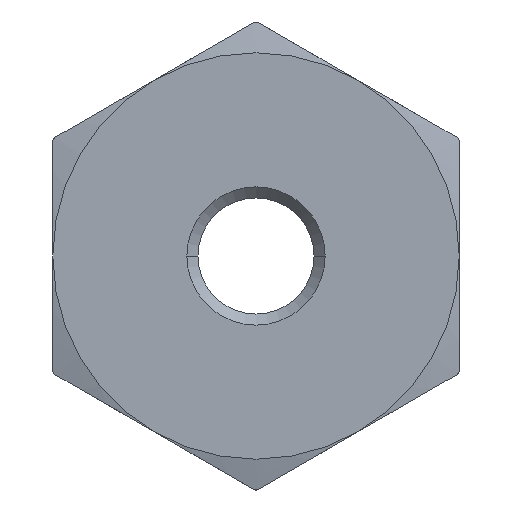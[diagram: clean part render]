
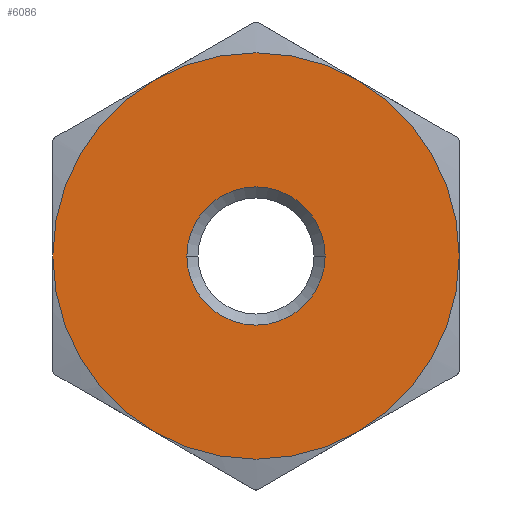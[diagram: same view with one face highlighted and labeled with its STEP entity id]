
A CAD part, front view. The second image highlights one B-rep face of the part: STEP entity #6086.
In plain terms, the highlighted planar face has unit normal (0, -1, 0).
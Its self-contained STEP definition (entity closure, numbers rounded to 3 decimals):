
#55 = EDGE_LOOP ( 'NONE', ( #7549, #15082 ) ) ;
#321 = PLANE ( 'NONE',  #9229 ) ;
#476 = FACE_OUTER_BOUND ( 'NONE', #1696, .T. ) ;
#479 = CARTESIAN_POINT ( 'NONE',  ( 15., 0., 0. ) ) ;
#532 = VERTEX_POINT ( 'NONE', #14946 ) ;
#673 = CARTESIAN_POINT ( 'NONE',  ( 0., 0., 0. ) ) ;
#816 = ORIENTED_EDGE ( 'NONE', *, *, #1330, .T. ) ;
#1210 = ORIENTED_EDGE ( 'NONE', *, *, #9546, .T. ) ;
#1330 = EDGE_CURVE ( 'NONE', #3232, #532, #2120, .T. ) ;
#1562 = DIRECTION ( 'NONE',  ( 0., 0., -1. ) ) ;
#1669 = CARTESIAN_POINT ( 'NONE',  ( -7.5, 0., -12.99 ) ) ;
#1696 = EDGE_LOOP ( 'NONE', ( #10781, #816, #14956, #7761, #1210, #10892 ) ) ;
#2120 = CIRCLE ( 'NONE', #10259, 15. ) ;
#2257 = AXIS2_PLACEMENT_3D ( 'NONE', #673, #11523, #7728 ) ;
#2489 = AXIS2_PLACEMENT_3D ( 'NONE', #5471, #10120, #2877 ) ;
#2704 = CIRCLE ( 'NONE', #14090, 5.101 ) ;
#2793 = CARTESIAN_POINT ( 'NONE',  ( 0., 0., 0. ) ) ;
#2877 = DIRECTION ( 'NONE',  ( 1., 0., 0. ) ) ;
#2932 = DIRECTION ( 'NONE',  ( 0., -1., 0. ) ) ;
#2983 = DIRECTION ( 'NONE',  ( 1., 0., 0. ) ) ;
#3176 = EDGE_CURVE ( 'NONE', #8122, #10034, #11654, .T. ) ;
#3232 = VERTEX_POINT ( 'NONE', #1669 ) ;
#3346 = VERTEX_POINT ( 'NONE', #4730 ) ;
#3794 = DIRECTION ( 'NONE',  ( 0., -1., 0. ) ) ;
#4322 = EDGE_CURVE ( 'NONE', #7320, #6996, #2704, .T. ) ;
#4430 = VERTEX_POINT ( 'NONE', #8326 ) ;
#4730 = CARTESIAN_POINT ( 'NONE',  ( -15., 0., 0. ) ) ;
#5336 = DIRECTION ( 'NONE',  ( 0., -1., 0. ) ) ;
#5384 = DIRECTION ( 'NONE',  ( 1., 0., 0. ) ) ;
#5413 = FACE_BOUND ( 'NONE', #55, .T. ) ;
#5471 = CARTESIAN_POINT ( 'NONE',  ( 0., 0., 0. ) ) ;
#5793 = CIRCLE ( 'NONE', #2257, 5.101 ) ;
#6086 = ADVANCED_FACE ( 'NONE', ( #476, #5413 ), #321, .T. ) ;
#6504 = DIRECTION ( 'NONE',  ( 0., -1., 0. ) ) ;
#6996 = VERTEX_POINT ( 'NONE', #11928 ) ;
#7197 = EDGE_CURVE ( 'NONE', #3346, #3232, #7216, .T. ) ;
#7200 = EDGE_CURVE ( 'NONE', #532, #8122, #15007, .T. ) ;
#7216 = CIRCLE ( 'NONE', #2489, 15. ) ;
#7320 = VERTEX_POINT ( 'NONE', #15410 ) ;
#7549 = ORIENTED_EDGE ( 'NONE', *, *, #4322, .F. ) ;
#7640 = CARTESIAN_POINT ( 'NONE',  ( 0., 0., 0. ) ) ;
#7673 = AXIS2_PLACEMENT_3D ( 'NONE', #12695, #5336, #11349 ) ;
#7728 = DIRECTION ( 'NONE',  ( 1., 0., 0. ) ) ;
#7761 = ORIENTED_EDGE ( 'NONE', *, *, #3176, .T. ) ;
#7858 = DIRECTION ( 'NONE',  ( 1., 0., 0. ) ) ;
#8122 = VERTEX_POINT ( 'NONE', #479 ) ;
#8161 = AXIS2_PLACEMENT_3D ( 'NONE', #7640, #8866, #11422 ) ;
#8326 = CARTESIAN_POINT ( 'NONE',  ( -7.5, 0., 12.99 ) ) ;
#8820 = DIRECTION ( 'NONE',  ( 0., -1., 0. ) ) ;
#8866 = DIRECTION ( 'NONE',  ( 0., -1., 0. ) ) ;
#9229 = AXIS2_PLACEMENT_3D ( 'NONE', #14842, #8820, #1562 ) ;
#9546 = EDGE_CURVE ( 'NONE', #10034, #4430, #13378, .T. ) ;
#10034 = VERTEX_POINT ( 'NONE', #14482 ) ;
#10071 = DIRECTION ( 'NONE',  ( 0., -1., 0. ) ) ;
#10120 = DIRECTION ( 'NONE',  ( 0., -1., 0. ) ) ;
#10259 = AXIS2_PLACEMENT_3D ( 'NONE', #2793, #3794, #14800 ) ;
#10272 = CARTESIAN_POINT ( 'NONE',  ( 0., 0., 0. ) ) ;
#10781 = ORIENTED_EDGE ( 'NONE', *, *, #7197, .T. ) ;
#10892 = ORIENTED_EDGE ( 'NONE', *, *, #13479, .T. ) ;
#11349 = DIRECTION ( 'NONE',  ( 1., 0., 0. ) ) ;
#11422 = DIRECTION ( 'NONE',  ( 1., 0., 0. ) ) ;
#11523 = DIRECTION ( 'NONE',  ( 0., -1., 0. ) ) ;
#11654 = CIRCLE ( 'NONE', #8161, 15. ) ;
#11928 = CARTESIAN_POINT ( 'NONE',  ( -5.101, 0., 0. ) ) ;
#12561 = AXIS2_PLACEMENT_3D ( 'NONE', #10272, #2932, #2983 ) ;
#12657 = CIRCLE ( 'NONE', #15496, 15. ) ;
#12695 = CARTESIAN_POINT ( 'NONE',  ( 0., 0., 0. ) ) ;
#13378 = CIRCLE ( 'NONE', #7673, 15. ) ;
#13479 = EDGE_CURVE ( 'NONE', #4430, #3346, #12657, .T. ) ;
#13787 = CARTESIAN_POINT ( 'NONE',  ( 0., 0., 0. ) ) ;
#13874 = CARTESIAN_POINT ( 'NONE',  ( 0., 0., 0. ) ) ;
#13925 = EDGE_CURVE ( 'NONE', #6996, #7320, #5793, .T. ) ;
#14090 = AXIS2_PLACEMENT_3D ( 'NONE', #13787, #6504, #5384 ) ;
#14482 = CARTESIAN_POINT ( 'NONE',  ( 7.5, 0., 12.99 ) ) ;
#14800 = DIRECTION ( 'NONE',  ( 1., 0., 0. ) ) ;
#14842 = CARTESIAN_POINT ( 'NONE',  ( 0., 0., 0. ) ) ;
#14946 = CARTESIAN_POINT ( 'NONE',  ( 7.5, 0., -12.99 ) ) ;
#14956 = ORIENTED_EDGE ( 'NONE', *, *, #7200, .T. ) ;
#15007 = CIRCLE ( 'NONE', #12561, 15. ) ;
#15082 = ORIENTED_EDGE ( 'NONE', *, *, #13925, .F. ) ;
#15410 = CARTESIAN_POINT ( 'NONE',  ( 5.101, 0., 0. ) ) ;
#15496 = AXIS2_PLACEMENT_3D ( 'NONE', #13874, #10071, #7858 ) ;
